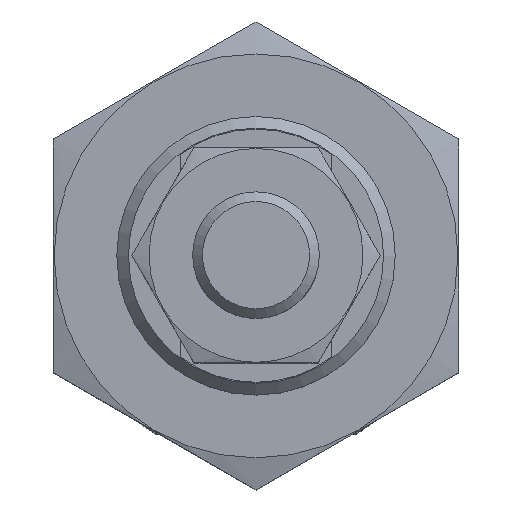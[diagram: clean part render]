
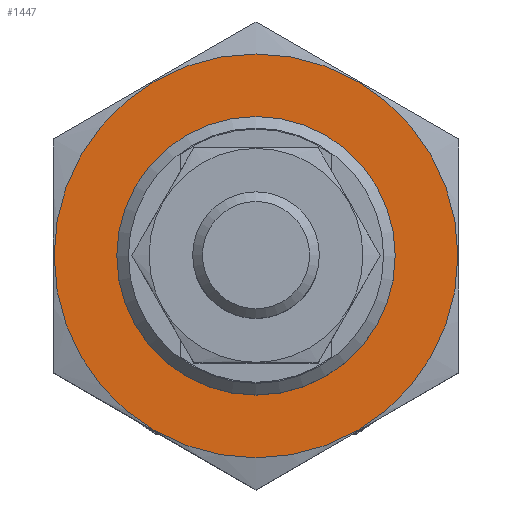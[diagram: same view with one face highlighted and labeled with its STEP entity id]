
A CAD part, top view. The second image highlights one B-rep face of the part: STEP entity #1447.
In plain terms, the highlighted face is planar.
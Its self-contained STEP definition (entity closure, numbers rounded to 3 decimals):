
#259=PLANE('',#1660);
#652=ORIENTED_EDGE('',*,*,#846,.F.);
#653=ORIENTED_EDGE('',*,*,#847,.T.);
#846=EDGE_CURVE('',#982,#982,#1050,.T.);
#847=EDGE_CURVE('',#983,#983,#1051,.T.);
#982=VERTEX_POINT('',#2675);
#983=VERTEX_POINT('',#2677);
#1050=CIRCLE('',#1661,11.);
#1051=CIRCLE('',#1662,15.95);
#1184=EDGE_LOOP('',(#652));
#1185=EDGE_LOOP('',(#653));
#1325=FACE_BOUND('',#1184,.T.);
#1326=FACE_BOUND('',#1185,.T.);
#1447=ADVANCED_FACE('',(#1325,#1326),#259,.F.);
#1660=AXIS2_PLACEMENT_3D('',#2673,#2060,#2061);
#1661=AXIS2_PLACEMENT_3D('',#2674,#2062,#2063);
#1662=AXIS2_PLACEMENT_3D('',#2676,#2064,#2065);
#2060=DIRECTION('',(0.,1.,0.));
#2061=DIRECTION('',(0.,0.,1.));
#2062=DIRECTION('',(0.,-1.,0.));
#2063=DIRECTION('',(0.,0.,-1.));
#2064=DIRECTION('',(0.,-1.,0.));
#2065=DIRECTION('',(0.,0.,-1.));
#2673=CARTESIAN_POINT('',(15.95,-11.,0.));
#2674=CARTESIAN_POINT('',(0.,-11.,0.));
#2675=CARTESIAN_POINT('',(0.,-11.,-11.));
#2676=CARTESIAN_POINT('',(0.,-11.,0.));
#2677=CARTESIAN_POINT('',(0.,-11.,-15.95));
